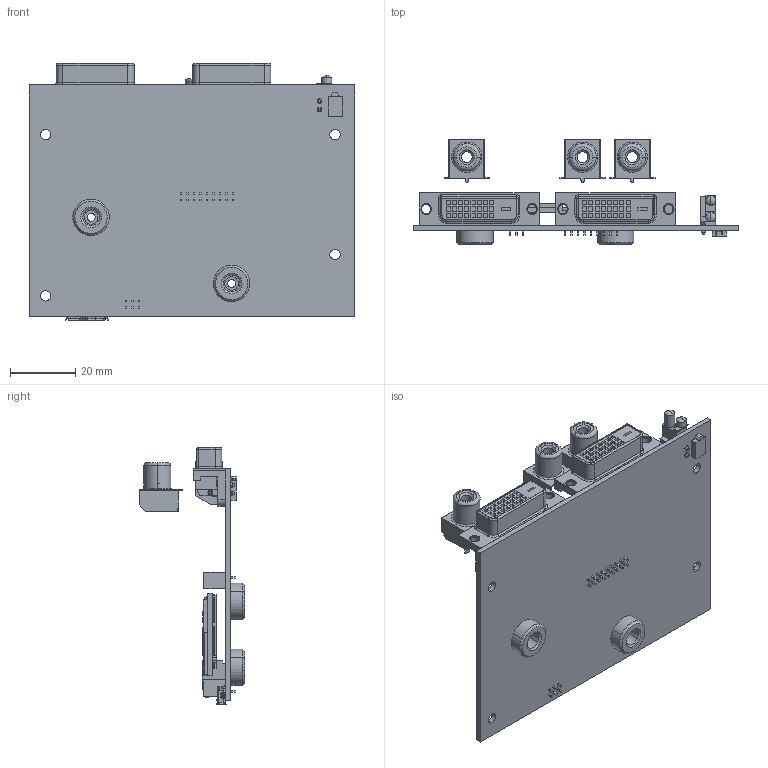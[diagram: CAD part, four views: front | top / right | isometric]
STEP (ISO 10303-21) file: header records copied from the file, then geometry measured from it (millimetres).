
FILE_DESCRIPTION (( 'STEP AP214' ), '1' );
FILE_NAME ('3364-DVI with TA.STEP', '2019-01-31T22:53:54', ( '' ), ( '' ), 'SwSTEP 2.0', 'SolidWorks 2012', '' );
FILE_SCHEMA (( 'AUTOMOTIVE_DESIGN' ));
Length unit declared in the file: inch
Products named in the file (29): Dip switch SMT; 3364TA_Rev 0; RCA-RA; RCA-RA_SM; STEREOJACK; HDR-2MM_Hirose; 3364TA; USB3-microB; DVI_DVI-D; 3MM_2UP; self-clinching nut_pmi_PreviewCfg; HDR-2MM_Hirose_6 Pin; HDR-2MM_Hirose_18 Pin; Tactile switch_901; 2960; SOT-23-5; LED_0603; IC_3x3; IC_5x5; SOT-23; Cap_ceramic_0805; Choke ELL4; IC_9x12.5; IC_13x13; IC_10x13; DF40; 3364; 3364-DVI with TA
Assembly tree (40 placements, depth 3):
  RCA-RA
  STEREOJACK
  HDR-2MM_Hirose
  3364TA
  3364-DVI with TA
    3364
    2960
      2960
      DF40  x2
      IC_10x13
      IC_13x13
      IC_9x12.5
      Choke ELL4  x3
      Cap_ceramic_0805  x6
      SOT-23
      IC_5x5
      IC_3x3
      LED_0603  x4
      SOT-23-5  x2
    Tactile switch_901
    HDR-2MM_Hirose_18 Pin
    HDR-2MM_Hirose_6 Pin
    self-clinching nut_pmi_PreviewCfg  x2
    3MM_2UP
    DVI_DVI-D  x2
    USB3-microB
    3364TA_Rev 0
      RCA-RA_SM  x3
    Dip switch SMT
Bounding box: 100.08 x 32.29 x 78.95 mm (x, y, z)
Volume: 21858.6 mm3; surface area: 34955.5 mm2
Topology: 64 solids, 66 shells, 4283 faces, 11797 edges, 7825 vertices
Faces by surface type: plane 3712, cylinder 416, cone 67, bspline 54, torus 30, sphere 4
Entity records: 110390 total; most frequent: CARTESIAN_POINT 19205, ORIENTED_EDGE 14401, DIRECTION 12253, EDGE_CURVE 7391, LINE 6271, VECTOR 6271, VERTEX_POINT 4917, AXIS2_PLACEMENT_3D 2991
